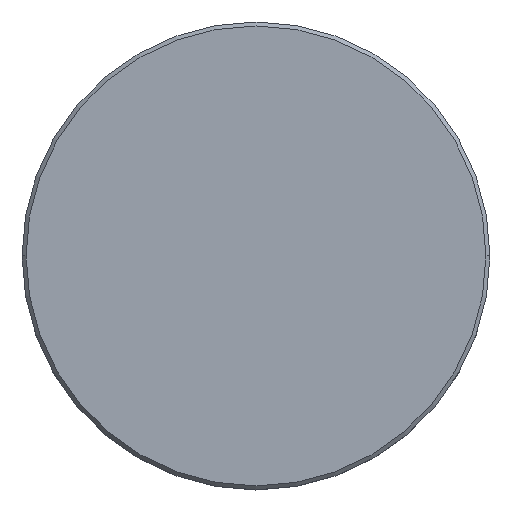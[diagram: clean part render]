
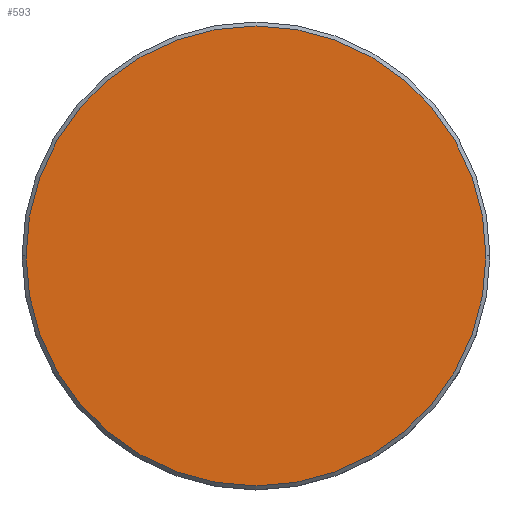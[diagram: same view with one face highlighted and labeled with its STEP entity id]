
A CAD part, top view. The second image highlights one B-rep face of the part: STEP entity #593.
In plain terms, the highlighted planar face has unit normal (0, 0, 1).
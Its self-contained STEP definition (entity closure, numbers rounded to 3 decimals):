
#38 = EDGE_LOOP ( 'NONE', ( #420, #523 ) ) ;
#61 = VERTEX_POINT ( 'NONE', #919 ) ;
#112 = CARTESIAN_POINT ( 'NONE',  ( 0., 0., 0. ) ) ;
#119 = PLANE ( 'NONE',  #752 ) ;
#162 = AXIS2_PLACEMENT_3D ( 'NONE', #1012, #187, #916 ) ;
#187 = DIRECTION ( 'NONE',  ( 0., 0., 1. ) ) ;
#207 = FACE_OUTER_BOUND ( 'NONE', #38, .T. ) ;
#356 = DIRECTION ( 'NONE',  ( 0., 0., 1. ) ) ;
#420 = ORIENTED_EDGE ( 'NONE', *, *, #877, .T. ) ;
#422 = AXIS2_PLACEMENT_3D ( 'NONE', #549, #356, #457 ) ;
#457 = DIRECTION ( 'NONE',  ( 1., 0., 0. ) ) ;
#463 = CARTESIAN_POINT ( 'NONE',  ( 29., 0., 0. ) ) ;
#486 = DIRECTION ( 'NONE',  ( 1., 0., 0. ) ) ;
#522 = CIRCLE ( 'NONE', #422, 29. ) ;
#523 = ORIENTED_EDGE ( 'NONE', *, *, #988, .T. ) ;
#549 = CARTESIAN_POINT ( 'NONE',  ( 0., 0., 0. ) ) ;
#593 = ADVANCED_FACE ( 'NONE', ( #207 ), #119, .T. ) ;
#682 = VERTEX_POINT ( 'NONE', #463 ) ;
#752 = AXIS2_PLACEMENT_3D ( 'NONE', #112, #761, #486 ) ;
#761 = DIRECTION ( 'NONE',  ( 0., 0., 1. ) ) ;
#877 = EDGE_CURVE ( 'NONE', #61, #682, #522, .T. ) ;
#915 = CIRCLE ( 'NONE', #162, 29. ) ;
#916 = DIRECTION ( 'NONE',  ( 1., 0., 0. ) ) ;
#919 = CARTESIAN_POINT ( 'NONE',  ( -29., 0., 0. ) ) ;
#988 = EDGE_CURVE ( 'NONE', #682, #61, #915, .T. ) ;
#1012 = CARTESIAN_POINT ( 'NONE',  ( 0., 0., 0. ) ) ;
